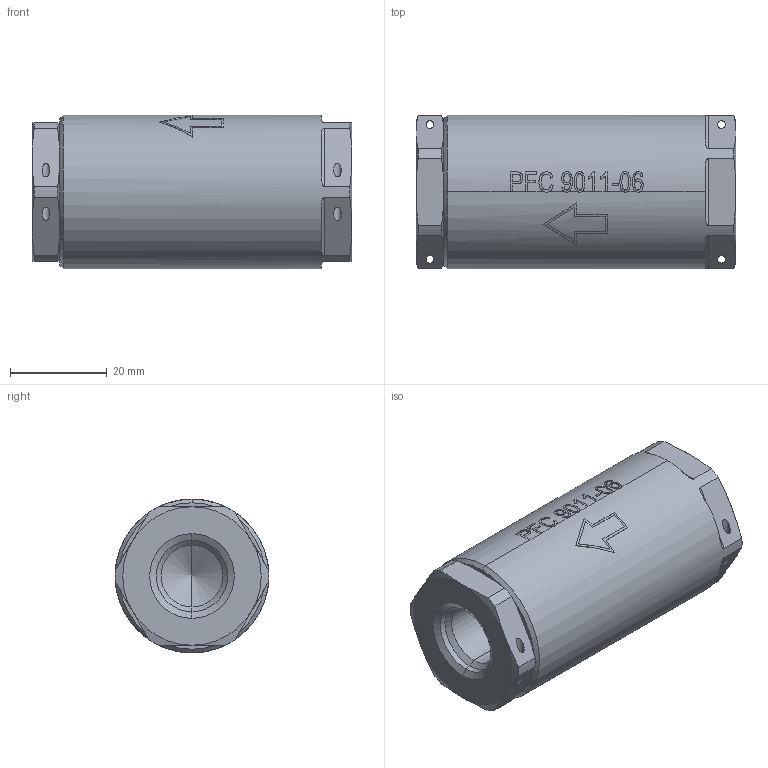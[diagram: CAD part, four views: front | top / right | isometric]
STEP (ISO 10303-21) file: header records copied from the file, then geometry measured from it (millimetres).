
FILE_DESCRIPTION (( 'STEP AP214' ), '1' );
FILE_NAME ('09011006_AS5202(TT).STEP', '2015-06-30T20:04:25', ( '' ), ( '' ), 'SwSTEP 2.0', 'SolidWorks 2015', '' );
FILE_SCHEMA (( 'AUTOMOTIVE_DESIGN' ));
Length unit declared in the file: millimetre
Products named in the file (3): 09011066_AS5202(ADAPTER); 09011061_AS5202(BODY); 09011006_AS5202(TT)
Assembly tree (2 placements, depth 2):
  09011006_AS5202(TT)
    09011066_AS5202(ADAPTER)
    09011061_AS5202(BODY)
Bounding box: 66.04 x 31.75 x 31.75 mm (x, y, z)
Volume: 47330.5 mm3; surface area: 12891.5 mm2
Topology: 2 solids, 2 shells, 235 faces, 603 edges, 380 vertices
Faces by surface type: plane 75, bspline 61, cylinder 55, cone 38, torus 6
Entity records: 10531 total; most frequent: CARTESIAN_POINT 5250, ORIENTED_EDGE 1198, DIRECTION 889, EDGE_CURVE 599, VERTEX_POINT 380, AXIS2_PLACEMENT_3D 323, EDGE_LOOP 255, VECTOR 243
